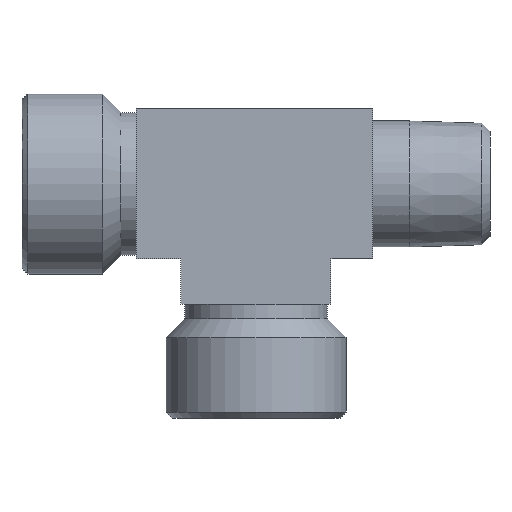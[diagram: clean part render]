
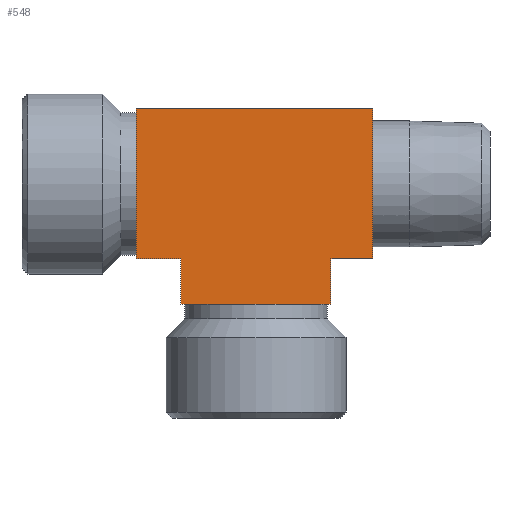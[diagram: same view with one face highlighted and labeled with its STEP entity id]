
A CAD part, front view. The second image highlights one B-rep face of the part: STEP entity #548.
In plain terms, the highlighted planar face has unit normal (0, -1, 0).
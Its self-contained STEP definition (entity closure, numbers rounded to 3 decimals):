
#225=CARTESIAN_POINT('POINT16',(26.924,-12.7,-12.7));
#226=VERTEX_POINT('VERTEX16',#225);
#233=CARTESIAN_POINT('POINT17',(19.304,-12.7,-12.7));
#234=VERTEX_POINT('VERTEX17',#233);
#235=CARTESIAN_POINT('POS24',(39.351,-12.7,-12.7));
#236=DIRECTION('DIR36',(-1.,0.,0.));
#237=VECTOR('VEC12',#236,25.4);
#238=LINE('STRAIGHT12',#235,#237);
#239=EDGE_CURVE('EDGE26',#226,#234,#238,.T.);
#272=CARTESIAN_POINT('POINT20',(19.304,-12.7,12.7));
#273=VERTEX_POINT('VERTEX20',#272);
#274=CARTESIAN_POINT('POS29',(19.304,-12.7,0.));
#275=DIRECTION('DIR42',(0.,0.,-1.));
#276=VECTOR('VEC16',#275,25.4);
#277=LINE('STRAIGHT16',#274,#276);
#278=EDGE_CURVE('EDGE30',#273,#234,#277,.T.);
#298=CARTESIAN_POINT('POINT21',(59.398,-12.7,12.7));
#299=VERTEX_POINT('VERTEX21',#298);
#315=CARTESIAN_POINT('POS34',(39.351,-12.7,12.7));
#316=DIRECTION('DIR48',(1.,0.,0.));
#317=VECTOR('VEC20',#316,25.4);
#318=LINE('STRAIGHT20',#315,#317);
#319=EDGE_CURVE('EDGE34',#273,#299,#318,.T.);
#329=CARTESIAN_POINT('POINT23',(59.398,-12.7,-12.7));
#330=VERTEX_POINT('VERTEX23',#329);
#331=CARTESIAN_POINT('POS36',(59.398,-12.7,0.));
#332=DIRECTION('DIR51',(0.,0.,-1.));
#333=VECTOR('VEC21',#332,25.4);
#334=LINE('STRAIGHT21',#331,#333);
#335=EDGE_CURVE('EDGE35',#299,#330,#334,.T.);
#364=CARTESIAN_POINT('POINT25',(52.324,-12.7,-12.7));
#365=VERTEX_POINT('VERTEX25',#364);
#377=EDGE_CURVE('EDGE40',#330,#365,#238,.T.);
#499=CARTESIAN_POINT('POINT33',(26.924,-12.7,-20.32));
#500=VERTEX_POINT('VERTEX33',#499);
#507=CARTESIAN_POINT('POS54',(26.924,-12.7,-10.16));
#508=DIRECTION('DIR75',(0.,0.,-1.));
#509=VECTOR('VEC33',#508,25.4);
#510=LINE('STRAIGHT33',#507,#509);
#511=EDGE_CURVE('EDGE53',#226,#500,#510,.T.);
#521=ORIENTED_EDGE('COEDGE93',*,*,#377,.F.);
#522=ORIENTED_EDGE('COEDGE94',*,*,#335,.F.);
#523=ORIENTED_EDGE('COEDGE95',*,*,#319,.F.);
#524=ORIENTED_EDGE('COEDGE96',*,*,#278,.T.);
#525=ORIENTED_EDGE('COEDGE97',*,*,#239,.F.);
#526=ORIENTED_EDGE('COEDGE98',*,*,#511,.T.);
#527=CARTESIAN_POINT('POINT34',(52.324,-12.7,-20.32));
#528=VERTEX_POINT('VERTEX34',#527);
#529=CARTESIAN_POINT('POS56',(39.624,-12.7,-20.32));
#530=DIRECTION('DIR78',(-1.,0.,0.));
#531=VECTOR('VEC34',#530,25.4);
#532=LINE('STRAIGHT34',#529,#531);
#533=EDGE_CURVE('EDGE54',#528,#500,#532,.T.);
#534=ORIENTED_EDGE('COEDGE99',*,*,#533,.F.);
#535=CARTESIAN_POINT('POS57',(52.324,-12.7,-10.16));
#536=DIRECTION('DIR79',(0.,0.,-1.));
#537=VECTOR('VEC35',#536,25.4);
#538=LINE('STRAIGHT35',#535,#537);
#539=EDGE_CURVE('EDGE55',#365,#528,#538,.T.);
#540=ORIENTED_EDGE('COEDGE100',*,*,#539,.F.);
#541=EDGE_LOOP('NONE',(#521,#522,#523,#524,#525,#526,#534,#540));
#542=FACE_BOUND('LOOP1',#541,.T.);
#543=CARTESIAN_POINT('POS58',(39.351,-12.7,0.));
#544=DIRECTION('DIR80',(0.,1.,0.));
#545=DIRECTION('DIR81',(1.,0.,0.));
#546=AXIS2_PLACEMENT_3D('AXIS23',#543,#544,#545);
#547=PLANE('PLANE7',#546);
#548=ADVANCED_FACE('FACE22',(#542),#547,.F.);
